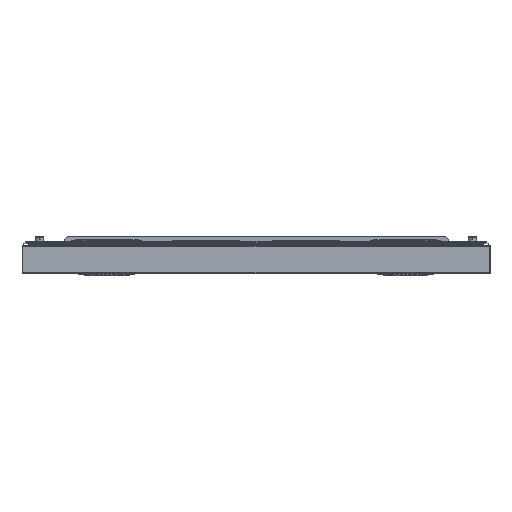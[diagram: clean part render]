
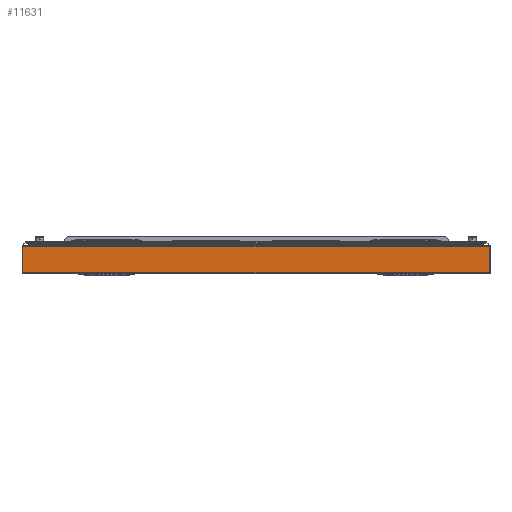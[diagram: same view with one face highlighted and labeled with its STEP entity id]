
A CAD part, front view. The second image highlights one B-rep face of the part: STEP entity #11631.
In plain terms, the highlighted face is planar.
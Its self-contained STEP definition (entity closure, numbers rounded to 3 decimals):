
#897=PLANE('',#13027);
#1510=FACE_OUTER_BOUND('',#2315,.T.);
#2315=EDGE_LOOP('',(#10793,#10794,#10795,#10796));
#3402=LINE('',#19775,#4529);
#3417=LINE('',#19807,#4544);
#3434=LINE('',#19840,#4561);
#3440=LINE('',#19851,#4567);
#4529=VECTOR('',#16203,10.);
#4544=VECTOR('',#16226,10.);
#4561=VECTOR('',#16255,10.);
#4567=VECTOR('',#16265,10.);
#5995=VERTEX_POINT('',#19764);
#5998=VERTEX_POINT('',#19772);
#6008=VERTEX_POINT('',#19796);
#6011=VERTEX_POINT('',#19804);
#7587=EDGE_CURVE('',#5995,#5998,#3402,.T.);
#7602=EDGE_CURVE('',#6008,#6011,#3417,.T.);
#7619=EDGE_CURVE('',#6011,#5995,#3434,.T.);
#7625=EDGE_CURVE('',#5998,#6008,#3440,.T.);
#10793=ORIENTED_EDGE('',*,*,#7625,.T.);
#10794=ORIENTED_EDGE('',*,*,#7602,.T.);
#10795=ORIENTED_EDGE('',*,*,#7619,.T.);
#10796=ORIENTED_EDGE('',*,*,#7587,.T.);
#11631=ADVANCED_FACE('',(#1510),#897,.T.);
#13027=AXIS2_PLACEMENT_3D('',#19850,#16263,#16264);
#16203=DIRECTION('',(-1.,0.,0.));
#16226=DIRECTION('',(1.,0.,0.));
#16255=DIRECTION('',(0.,0.,-1.));
#16263=DIRECTION('center_axis',(0.,1.,0.));
#16264=DIRECTION('ref_axis',(0.,0.,1.));
#16265=DIRECTION('',(0.,0.,1.));
#19764=CARTESIAN_POINT('',(499.5,2.,-30.));
#19772=CARTESIAN_POINT('',(-499.5,2.,-30.));
#19775=CARTESIAN_POINT('',(124.875,2.,-30.));
#19796=CARTESIAN_POINT('',(-499.5,2.,30.));
#19804=CARTESIAN_POINT('',(499.5,2.,30.));
#19807=CARTESIAN_POINT('',(124.875,2.,30.));
#19840=CARTESIAN_POINT('',(499.5,2.,-30.));
#19850=CARTESIAN_POINT('Origin',(249.75,2.,0.));
#19851=CARTESIAN_POINT('',(-499.5,2.,30.));
